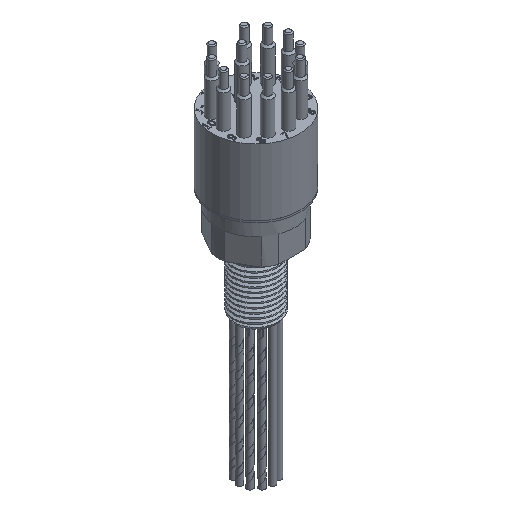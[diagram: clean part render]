
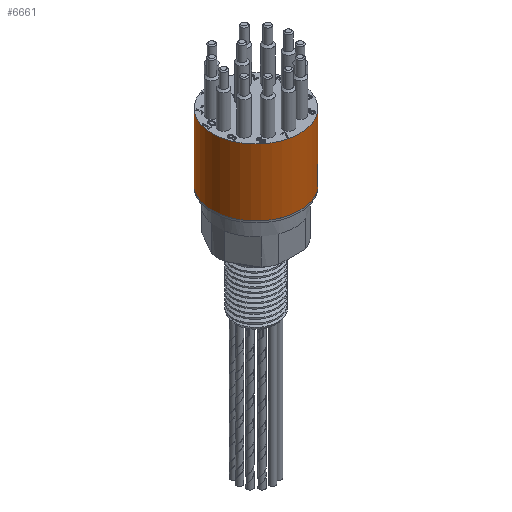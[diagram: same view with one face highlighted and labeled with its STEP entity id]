
A CAD part, isometric view. The second image highlights one B-rep face of the part: STEP entity #6661.
In plain terms, the highlighted cylindrical face has radius 12.5 mm (diameter 25 mm), a full revolution.
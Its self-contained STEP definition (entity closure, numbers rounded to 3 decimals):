
#86=CYLINDRICAL_SURFACE($,#7028,12.5);
#1179=FACE_BOUND($,#2353,.T.);
#1207=CIRCLE($,#6813,12.5);
#1297=CIRCLE($,#7029,12.5);
#1853=FACE_OUTER_BOUND($,#2352,.T.);
#2352=EDGE_LOOP($,(#5993));
#2353=EDGE_LOOP($,(#5994));
#3154=VERTEX_POINT($,#13986);
#3284=VERTEX_POINT($,#18088);
#4015=EDGE_CURVE($,#3154,#3154,#1207,.T.);
#4189=EDGE_CURVE($,#3284,#3284,#1297,.T.);
#5993=ORIENTED_EDGE($,*,*,#4015,.T.);
#5994=ORIENTED_EDGE($,*,*,#4189,.F.);
#6661=ADVANCED_FACE($,(#1853,#1179),#86,.T.);
#6813=AXIS2_PLACEMENT_3D($,#13987,#7766,#7767);
#7028=AXIS2_PLACEMENT_3D($,#18087,#8244,#8245);
#7029=AXIS2_PLACEMENT_3D($,#18089,#8246,#8247);
#7766=DIRECTION('center_axis',(0.,0.,-1.));
#7767=DIRECTION('ref_axis',(-1.,0.,0.));
#8244=DIRECTION('center_axis',(0.,0.,1.));
#8245=DIRECTION('ref_axis',(-1.,0.,0.));
#8246=DIRECTION('center_axis',(0.,0.,-1.));
#8247=DIRECTION('ref_axis',(-1.,0.,0.));
#13986=CARTESIAN_POINT('',(12.5,0.,19.));
#13987=CARTESIAN_POINT('Origin',(0.,0.,19.));
#18087=CARTESIAN_POINT('Origin',(0.,0.,0.));
#18088=CARTESIAN_POINT('',(12.5,0.,0.));
#18089=CARTESIAN_POINT('Origin',(0.,0.,0.));
